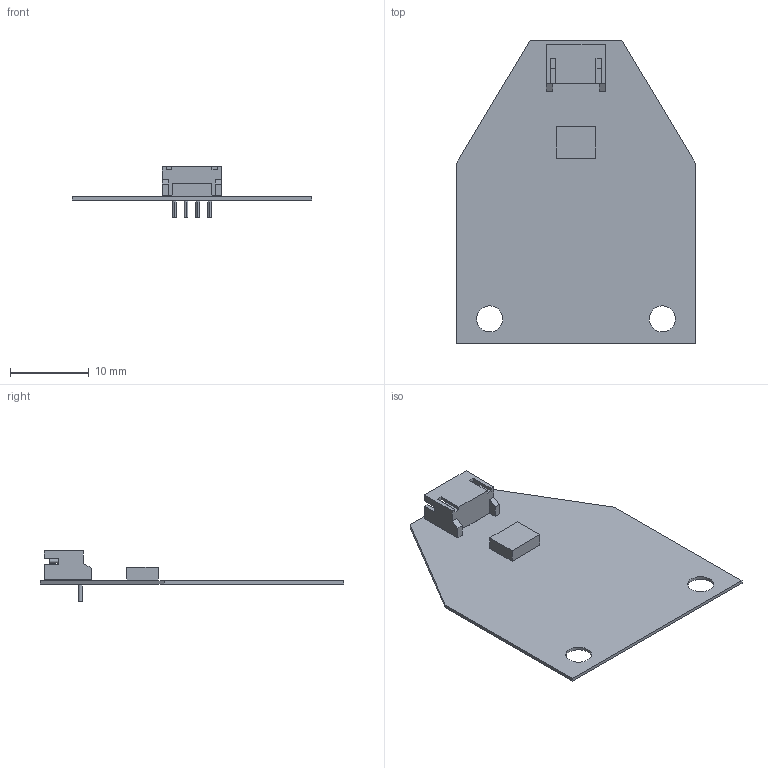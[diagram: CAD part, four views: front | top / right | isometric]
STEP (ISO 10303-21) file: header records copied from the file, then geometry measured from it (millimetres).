
FILE_DESCRIPTION(('Open CASCADE Model'),'2;1');
FILE_NAME('Open CASCADE Shape Model','2019-10-20T21:47:02',('Author'),( 'Open CASCADE'),'Open CASCADE STEP processor 6.8','Open CASCADE 6.8' ,'Unknown');
FILE_SCHEMA(('AUTOMOTIVE_DESIGN { 1 0 10303 214 1 1 1 1 }'));
Length unit declared in the file: millimetre
Products named in the file (7): PCB; Board; P1; S4B-ZR_RGB11913679; U1; 809388320; Extruded
Assembly tree (6 placements, depth 4):
  PCB
    Board
    P1
      S4B-ZR_RGB11913679
    U1
      809388320
        Extruded
Bounding box: 30.48 x 38.61 x 6.4 mm (x, y, z)
Volume: 534.3 mm3; surface area: 2422.5 mm2
Topology: 3 solids, 3 shells, 76 faces, 196 edges, 130 vertices
Faces by surface type: plane 54, cylinder 22
Full cylindrical faces by diameter (mm): 0.7 x4, 3.302 x2
Entity records: 6980 total; most frequent: CARTESIAN_POINT 2385, DIRECTION 726, LINE 436, VECTOR 436, ORIENTED_EDGE 392, PCURVE 392, DEFINITIONAL_REPRESENTATION 392, EDGE_CURVE 196
